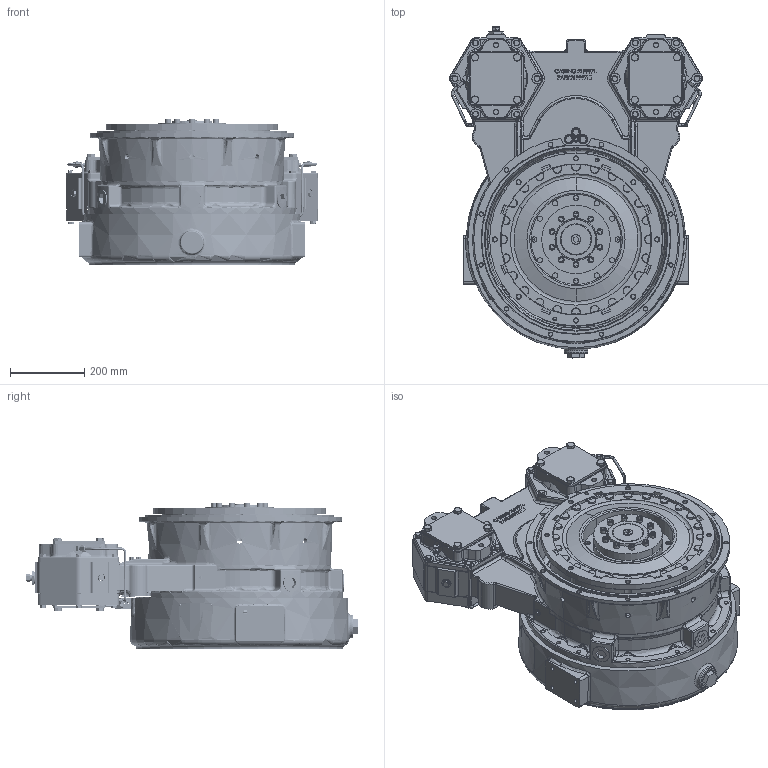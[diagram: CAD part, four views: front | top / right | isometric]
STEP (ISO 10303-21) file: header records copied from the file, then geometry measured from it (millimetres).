
FILE_DESCRIPTION (( 'STEP AP214' ), '1' );
FILE_NAME ('1026868B.STEP', '2018-07-23T21:44:17', ( '' ), ( '' ), 'SwSTEP 2.0', 'SolidWorks 2015', '' );
FILE_SCHEMA (( 'AUTOMOTIVE_DESIGN' ));
Length unit declared in the file: millimetre
Products named in the file (1): 1026868B
Bounding box: 682.5 x 896.54 x 394.34 mm (x, y, z)
Surface area: 3141318 mm2 (no closed solid volume)
Topology: 0 solids, 237 shells, 3054 faces, 10168 edges, 6948 vertices
Faces by surface type: plane 1183, cylinder 871, torus 405, bspline 398, cone 166, sphere 31
Entity records: 180519 total; most frequent: CARTESIAN_POINT 63863, DIRECTION 16832, ORIENTED_EDGE 15861, EDGE_CURVE 10105, VERTEX_POINT 6943, AXIS2_PLACEMENT_3D 6498, CIRCLE 3841, LINE 3836
